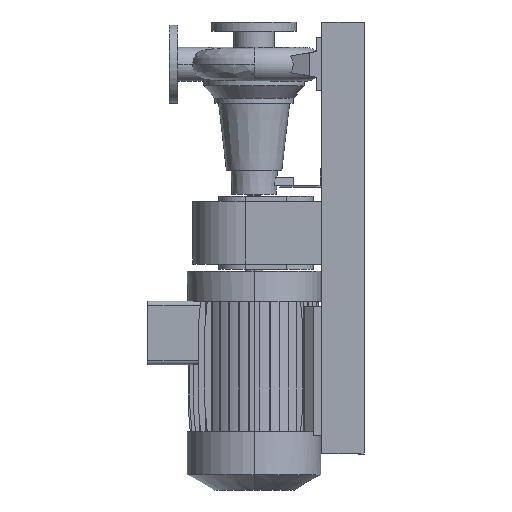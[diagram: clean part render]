
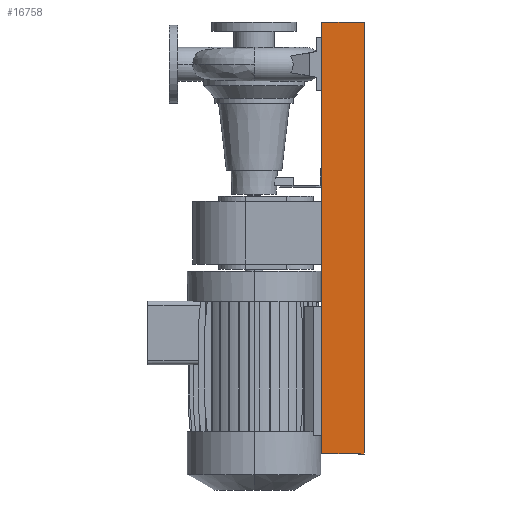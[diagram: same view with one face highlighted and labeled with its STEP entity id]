
A CAD part, left-side view. The second image highlights one B-rep face of the part: STEP entity #16758.
In plain terms, the highlighted planar face has unit normal (-1, 0, 0).
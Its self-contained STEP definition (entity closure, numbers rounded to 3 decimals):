
#184 = VERTEX_POINT ( 'NONE', #13472 ) ;
#963 = ORIENTED_EDGE ( 'NONE', *, *, #5385, .F. ) ;
#1030 = CARTESIAN_POINT ( 'NONE',  ( -175., -50., -510. ) ) ;
#1208 = CARTESIAN_POINT ( 'NONE',  ( -175., -50., -510. ) ) ;
#1700 = CARTESIAN_POINT ( 'NONE',  ( -175., -50., 510. ) ) ;
#1745 = EDGE_CURVE ( 'NONE', #19662, #8431, #7013, .T. ) ;
#2974 = DIRECTION ( 'NONE',  ( 0., -1., 0. ) ) ;
#3077 = VERTEX_POINT ( 'NONE', #1700 ) ;
#3188 = CARTESIAN_POINT ( 'NONE',  ( -175., -50., -510. ) ) ;
#3494 = DIRECTION ( 'NONE',  ( 0., 0., 1. ) ) ;
#4922 = CARTESIAN_POINT ( 'NONE',  ( -175., -50., -510. ) ) ;
#4949 = LINE ( 'NONE', #5055, #15405 ) ;
#5055 = CARTESIAN_POINT ( 'NONE',  ( -175., 50., -510. ) ) ;
#5385 = EDGE_CURVE ( 'NONE', #184, #3077, #18526, .T. ) ;
#5560 = ORIENTED_EDGE ( 'NONE', *, *, #12399, .F. ) ;
#5592 = ORIENTED_EDGE ( 'NONE', *, *, #7099, .T. ) ;
#5675 = LINE ( 'NONE', #1030, #9360 ) ;
#5768 = DIRECTION ( 'NONE',  ( 0., 0., 1. ) ) ;
#7013 = LINE ( 'NONE', #1208, #9594 ) ;
#7099 = EDGE_CURVE ( 'NONE', #8431, #3077, #5675, .T. ) ;
#8431 = VERTEX_POINT ( 'NONE', #3188 ) ;
#8448 = AXIS2_PLACEMENT_3D ( 'NONE', #4922, #11094, #19131 ) ;
#9360 = VECTOR ( 'NONE', #5768, 1000. ) ;
#9594 = VECTOR ( 'NONE', #18618, 1000. ) ;
#9645 = PLANE ( 'NONE',  #8448 ) ;
#11094 = DIRECTION ( 'NONE',  ( -1., 0., 0. ) ) ;
#12399 = EDGE_CURVE ( 'NONE', #19662, #184, #4949, .T. ) ;
#13433 = EDGE_LOOP ( 'NONE', ( #963, #5560, #17812, #5592 ) ) ;
#13472 = CARTESIAN_POINT ( 'NONE',  ( -175., 50., 510. ) ) ;
#14194 = FACE_OUTER_BOUND ( 'NONE', #13433, .T. ) ;
#14525 = CARTESIAN_POINT ( 'NONE',  ( -175., 50., -510. ) ) ;
#14918 = VECTOR ( 'NONE', #2974, 1000. ) ;
#15405 = VECTOR ( 'NONE', #3494, 1000. ) ;
#16758 = ADVANCED_FACE ( 'NONE', ( #14194 ), #9645, .T. ) ;
#16878 = CARTESIAN_POINT ( 'NONE',  ( -175., -50., 510. ) ) ;
#17812 = ORIENTED_EDGE ( 'NONE', *, *, #1745, .T. ) ;
#18526 = LINE ( 'NONE', #16878, #14918 ) ;
#18618 = DIRECTION ( 'NONE',  ( 0., -1., 0. ) ) ;
#19131 = DIRECTION ( 'NONE',  ( 0., 0., 1. ) ) ;
#19662 = VERTEX_POINT ( 'NONE', #14525 ) ;
